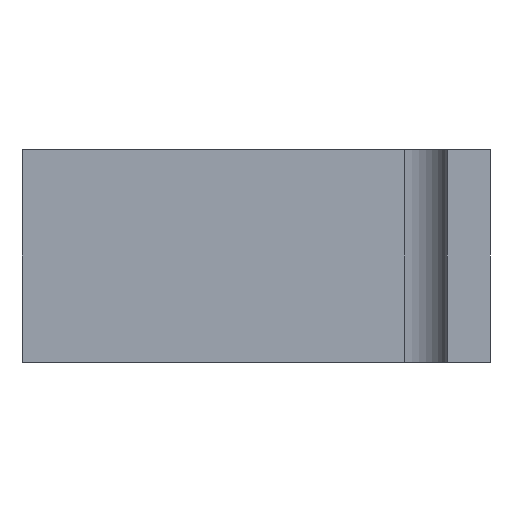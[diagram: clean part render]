
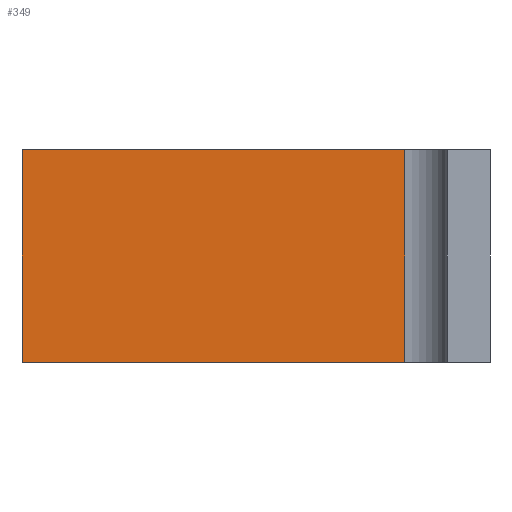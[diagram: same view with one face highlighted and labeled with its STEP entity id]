
A CAD part, front view. The second image highlights one B-rep face of the part: STEP entity #349.
In plain terms, the highlighted planar face has unit normal (0, -1, 0).
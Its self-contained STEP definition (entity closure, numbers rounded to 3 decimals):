
#25=PLANE('',#393);
#43=FACE_OUTER_BOUND('',#63,.T.);
#63=EDGE_LOOP('',(#295,#296,#297,#298));
#76=LINE('',#517,#112);
#84=LINE('',#536,#120);
#100=LINE('',#583,#136);
#101=LINE('',#584,#137);
#112=VECTOR('',#416,10.);
#120=VECTOR('',#432,10.);
#136=VECTOR('',#480,10.);
#137=VECTOR('',#481,10.);
#162=VERTEX_POINT('',#514);
#163=VERTEX_POINT('',#516);
#170=VERTEX_POINT('',#534);
#185=VERTEX_POINT('',#582);
#195=EDGE_CURVE('',#162,#163,#76,.T.);
#205=EDGE_CURVE('',#170,#162,#84,.T.);
#228=EDGE_CURVE('',#185,#170,#100,.T.);
#229=EDGE_CURVE('',#163,#185,#101,.T.);
#295=ORIENTED_EDGE('',*,*,#205,.F.);
#296=ORIENTED_EDGE('',*,*,#228,.F.);
#297=ORIENTED_EDGE('',*,*,#229,.F.);
#298=ORIENTED_EDGE('',*,*,#195,.F.);
#349=ADVANCED_FACE('',(#43),#25,.T.);
#393=AXIS2_PLACEMENT_3D('',#581,#478,#479);
#416=DIRECTION('',(-1.,0.,0.));
#432=DIRECTION('',(0.,0.,-1.));
#478=DIRECTION('center_axis',(0.,-1.,0.));
#479=DIRECTION('ref_axis',(1.,0.,0.));
#480=DIRECTION('',(1.,0.,0.));
#481=DIRECTION('',(0.,0.,1.));
#514=CARTESIAN_POINT('',(16.,-2.,0.));
#516=CARTESIAN_POINT('',(-2.,-2.,0.));
#517=CARTESIAN_POINT('',(18.,-2.,0.));
#534=CARTESIAN_POINT('',(16.,-2.,10.));
#536=CARTESIAN_POINT('',(16.,-2.,0.));
#581=CARTESIAN_POINT('Origin',(-2.,-2.,0.));
#582=CARTESIAN_POINT('',(-2.,-2.,10.));
#583=CARTESIAN_POINT('',(18.,-2.,10.));
#584=CARTESIAN_POINT('',(-2.,-2.,0.));
